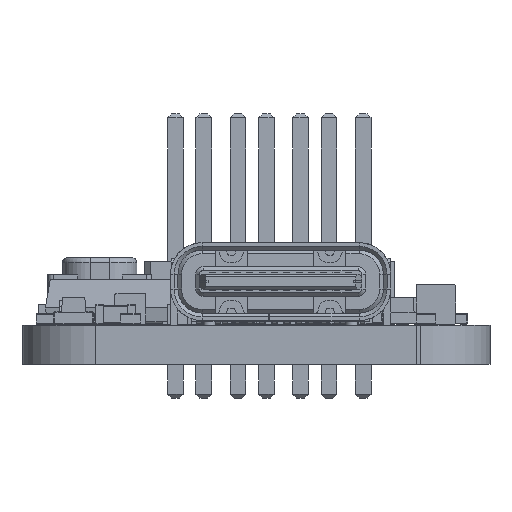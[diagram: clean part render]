
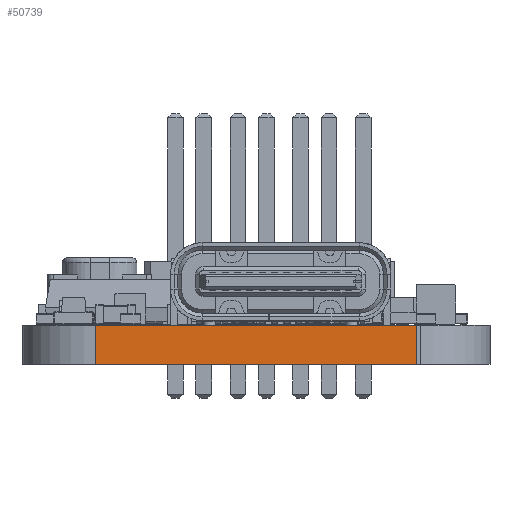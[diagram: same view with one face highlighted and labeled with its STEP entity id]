
A CAD part, front view. The second image highlights one B-rep face of the part: STEP entity #50739.
In plain terms, the highlighted planar face has unit normal (0, -1, 0).
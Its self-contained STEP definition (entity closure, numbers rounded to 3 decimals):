
#49990 = VERTEX_POINT('',#49991);
#49991 = CARTESIAN_POINT('',(131.,-101.,0.));
#49998 = EDGE_CURVE('',#49999,#49990,#50001,.T.);
#49999 = VERTEX_POINT('',#50000);
#50000 = CARTESIAN_POINT('',(144.,-101.,0.));
#50001 = LINE('',#50002,#50003);
#50002 = CARTESIAN_POINT('',(144.,-101.,0.));
#50003 = VECTOR('',#50004,1.);
#50004 = DIRECTION('',(-1.,0.,0.));
#50342 = VERTEX_POINT('',#50343);
#50343 = CARTESIAN_POINT('',(131.,-101.,1.584));
#50350 = EDGE_CURVE('',#50351,#50342,#50353,.T.);
#50351 = VERTEX_POINT('',#50352);
#50352 = CARTESIAN_POINT('',(144.,-101.,1.584));
#50353 = LINE('',#50354,#50355);
#50354 = CARTESIAN_POINT('',(144.,-101.,1.584));
#50355 = VECTOR('',#50356,1.);
#50356 = DIRECTION('',(-1.,0.,0.));
#50711 = EDGE_CURVE('',#49999,#50351,#50712,.T.);
#50712 = LINE('',#50713,#50714);
#50713 = CARTESIAN_POINT('',(144.,-101.,0.));
#50714 = VECTOR('',#50715,1.);
#50715 = DIRECTION('',(0.,0.,1.));
#50739 = ADVANCED_FACE('',(#50740),#50751,.T.);
#50740 = FACE_BOUND('',#50741,.T.);
#50741 = EDGE_LOOP('',(#50742,#50743,#50744,#50750));
#50742 = ORIENTED_EDGE('',*,*,#50711,.T.);
#50743 = ORIENTED_EDGE('',*,*,#50350,.T.);
#50744 = ORIENTED_EDGE('',*,*,#50745,.F.);
#50745 = EDGE_CURVE('',#49990,#50342,#50746,.T.);
#50746 = LINE('',#50747,#50748);
#50747 = CARTESIAN_POINT('',(131.,-101.,0.));
#50748 = VECTOR('',#50749,1.);
#50749 = DIRECTION('',(0.,0.,1.));
#50750 = ORIENTED_EDGE('',*,*,#49998,.F.);
#50751 = PLANE('',#50752);
#50752 = AXIS2_PLACEMENT_3D('',#50753,#50754,#50755);
#50753 = CARTESIAN_POINT('',(144.,-101.,0.));
#50754 = DIRECTION('',(0.,-1.,0.));
#50755 = DIRECTION('',(-1.,0.,0.));
